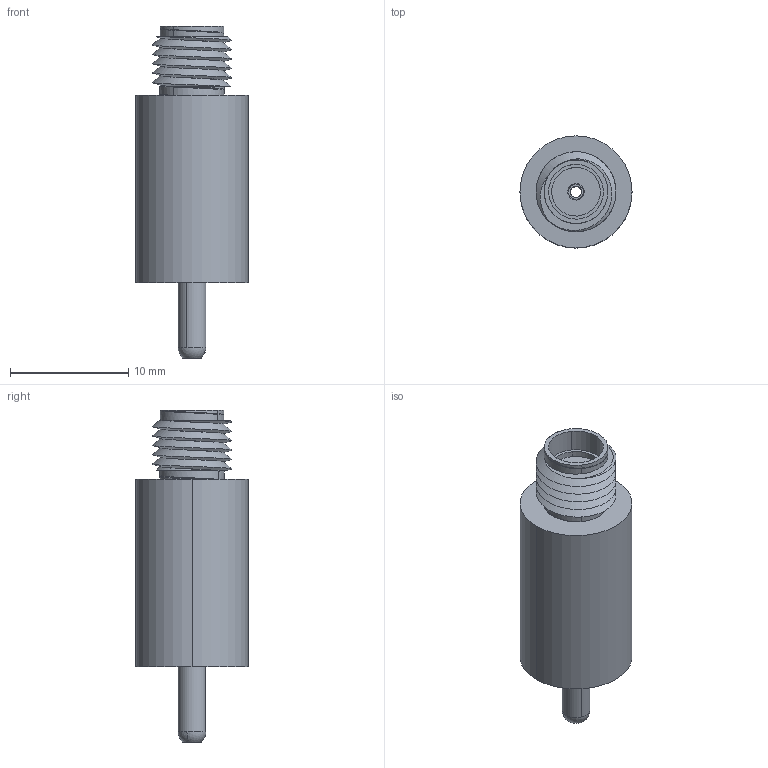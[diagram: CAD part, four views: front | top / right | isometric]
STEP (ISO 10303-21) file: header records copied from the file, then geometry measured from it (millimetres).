
FILE_DESCRIPTION (( 'STEP AP203' ), '1' );
FILE_NAME ('A0660-1-W.STEP', '2011-10-11T18:47:49', ( '' ), ( '' ), 'SwSTEP 2.0', 'SolidWorks 2011', '' );
FILE_SCHEMA (( 'CONFIG_CONTROL_DESIGN' ));
Length unit declared in the file: inch
Products named in the file (1): A0660-1-W
Bounding box: 9.47 x 9.47 x 28.07 mm (x, y, z)
Volume: 723.2 mm3; surface area: 1618.2 mm2
Topology: 1 solids, 1 shells, 82 faces, 207 edges, 136 vertices
Faces by surface type: cylinder 50, plane 24, cone 2, sphere 2, torus 2, bspline 2
Entity records: 5053 total; most frequent: CARTESIAN_POINT 3067, ORIENTED_EDGE 410, DIRECTION 403, EDGE_CURVE 205, AXIS2_PLACEMENT_3D 168, VERTEX_POINT 136, EDGE_LOOP 95, CIRCLE 87
